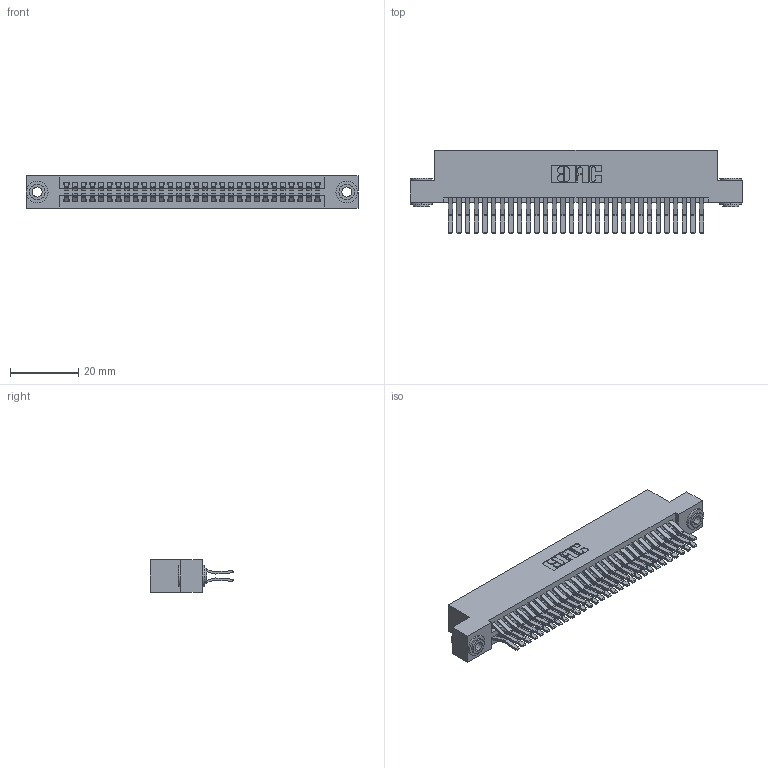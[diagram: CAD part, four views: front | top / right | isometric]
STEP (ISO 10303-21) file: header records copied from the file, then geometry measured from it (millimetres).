
FILE_DESCRIPTION (( 'STEP AP203' ), '1' );
FILE_NAME ('395-060-560-203.STEP', '2018-11-23T20:14:57', ( '' ), ( '' ), 'SwSTEP 2.0', 'SolidWorks 2016', '' );
FILE_SCHEMA (( 'CONFIG_CONTROL_DESIGN' ));
Length unit declared in the file: inch
Products named in the file (4): 345 Part_Flush Mounting Lugs - 0.156 Dia-TH; 345-292-001_560 Tail; 395-060-560-203; 345-250-002_345-250-002-102
Assembly tree (63 placements, depth 2):
  395-060-560-203
    345 Part_Flush Mounting Lugs - 0.156 Dia-TH
    345-292-001_560 Tail  x60
    345-250-002_345-250-002-102  x2
Bounding box: 97.41 x 24.45 x 9.4 mm (x, y, z)
Volume: 9763.7 mm3; surface area: 15416.3 mm2
Topology: 63 solids, 63 shells, 3284 faces, 9717 edges, 6394 vertices
Faces by surface type: plane 2070, cylinder 1206, cone 8
Entity records: 25892 total; most frequent: CARTESIAN_POINT 4327, ORIENTED_EDGE 4254, DIRECTION 3865, EDGE_CURVE 2127, VECTOR 1847, LINE 1847, VERTEX_POINT 1414, AXIS2_PLACEMENT_3D 1009
